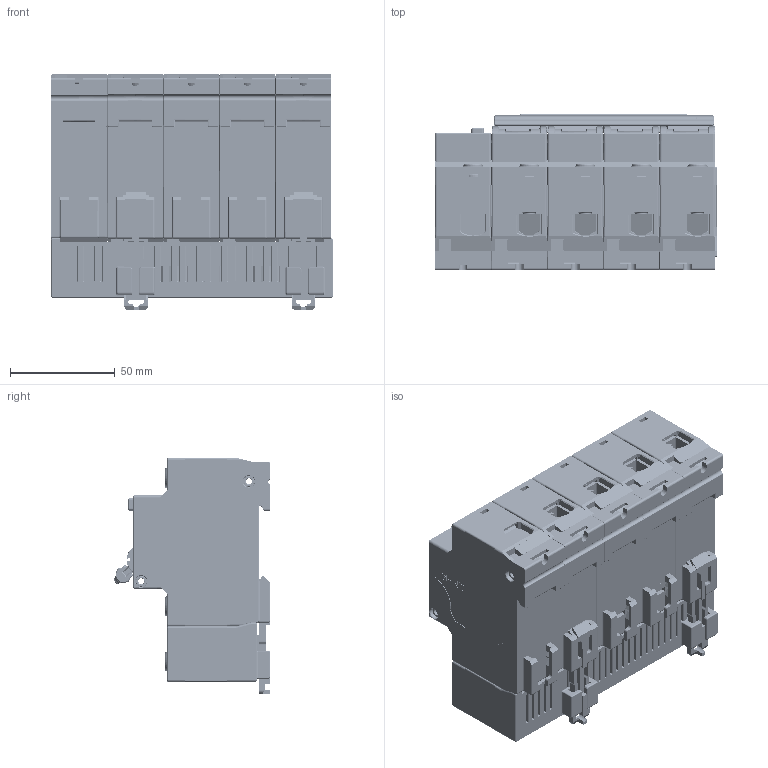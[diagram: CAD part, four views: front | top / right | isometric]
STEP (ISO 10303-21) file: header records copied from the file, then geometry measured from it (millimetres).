
FILE_DESCRIPTION((''),'2;1');
FILE_NAME('NXBLE-125_4P2020100001_ASM','2023-07-15T10:23:34',('liqj'),(''),'CREO PARAMETRIC BY PTC INC, 2020044','CREO PARAMETRIC BY PTC INC, 2020044','');
FILE_SCHEMA(('CONFIG_CONTROL_DESIGN','SHAPE_APPEARANCE_LAYERS_GROUPS'));
Products named in the file (1): NXBLE-125_4P2020100001_ASM
Bounding box: 135 x 74.96 x 112.9 mm (x, y, z)
Surface area: 282038.2 mm2 (no closed solid volume)
Topology: 0 solids, 66 shells, 11703 faces, 32530 edges, 20718 vertices
Faces by surface type: plane 5815, cylinder 3379, bspline 808, torus 758, cone 511, sphere 407, extrusion 25
Entity records: 417698 total; most frequent: CARTESIAN_POINT 115942, ORIENTED_EDGE 64386, DIRECTION 58337, EDGE_CURVE 32209, VERTEX_POINT 20716, AXIS2_PLACEMENT_3D 19689, VECTOR 18959, LINE 18934
